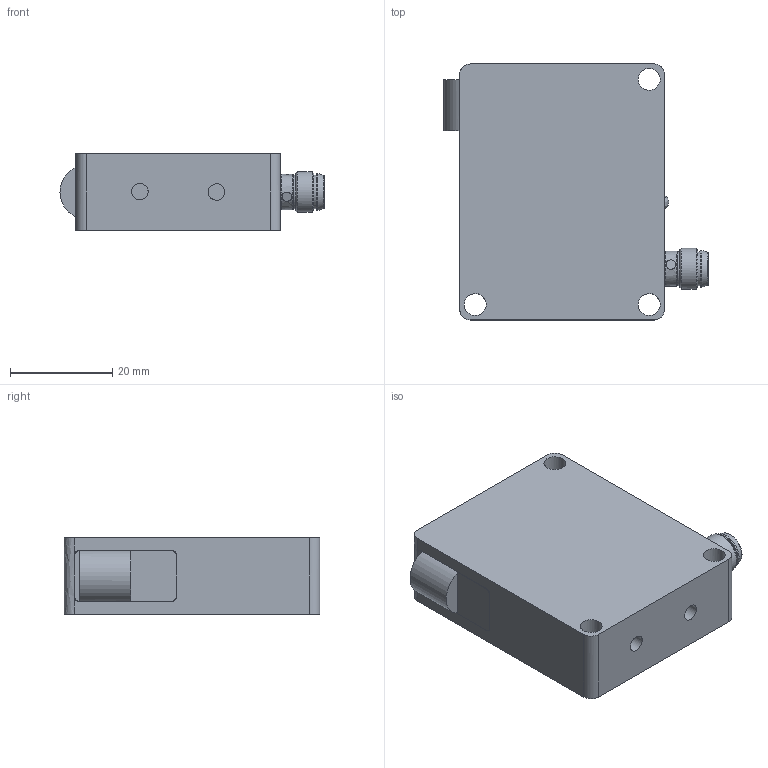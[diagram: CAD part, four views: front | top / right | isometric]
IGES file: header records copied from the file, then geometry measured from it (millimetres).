
Global section: file name: LLH 51 M 200 G3-T3; native system: Autodesk Inventor 2016; preprocessor: unknown; author: lck; organization: di-soric GmbH & Co. KG; date: 20151208.085459; units: millimetre
Bounding box: 51.6 x 50 x 15 mm (x, y, z)
Volume: 29768.8 mm3; surface area: 8568.3 mm2
Topology: 7 solids, 7 shells, 189 faces, 452 edges, 296 vertices
Faces by surface type: bspline 189
